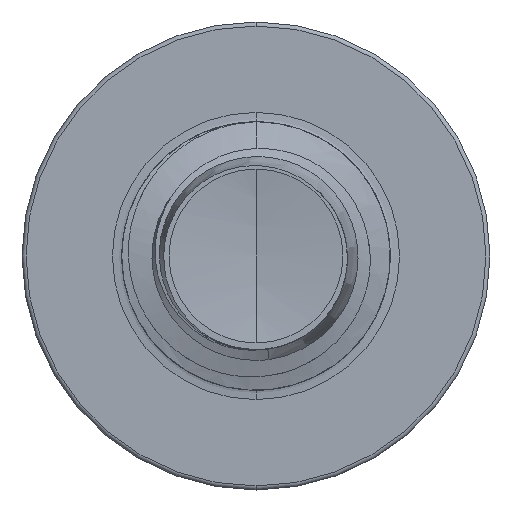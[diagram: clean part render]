
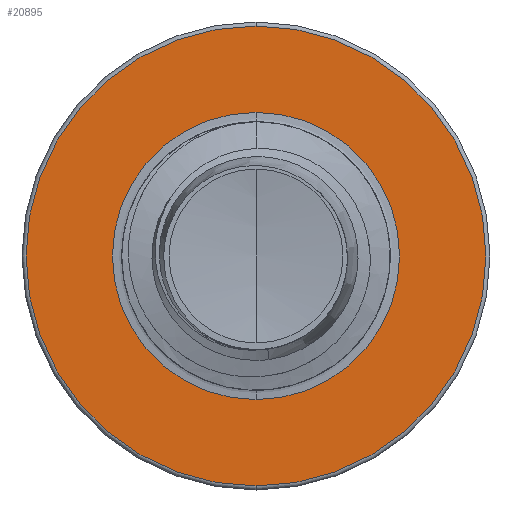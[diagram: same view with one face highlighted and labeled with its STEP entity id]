
A CAD part, front view. The second image highlights one B-rep face of the part: STEP entity #20895.
In plain terms, the highlighted planar face has unit normal (0, -1, 0).
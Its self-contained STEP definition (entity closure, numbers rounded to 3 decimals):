
#1717 = CARTESIAN_POINT ( 'NONE',  ( 0., 9., 0. ) ) ;
#1886 = DIRECTION ( 'NONE',  ( 0., 0., 1. ) ) ;
#1946 = CIRCLE ( 'NONE', #13814, 2.998 ) ;
#2079 = ORIENTED_EDGE ( 'NONE', *, *, #12435, .T. ) ;
#2220 = CIRCLE ( 'NONE', #3854, 1.872 ) ;
#2605 = EDGE_LOOP ( 'NONE', ( #7379, #17686 ) ) ;
#3356 = DIRECTION ( 'NONE',  ( 0., 1., 0. ) ) ;
#3543 = DIRECTION ( 'NONE',  ( 0., 0., 1. ) ) ;
#3854 = AXIS2_PLACEMENT_3D ( 'NONE', #1717, #13757, #3543 ) ;
#4644 = PLANE ( 'NONE',  #8474 ) ;
#5410 = CARTESIAN_POINT ( 'NONE',  ( 0., 9., 0. ) ) ;
#6451 = DIRECTION ( 'NONE',  ( 0., 0., 1. ) ) ;
#6642 = VERTEX_POINT ( 'NONE', #12993 ) ;
#7186 = DIRECTION ( 'NONE',  ( 0., 0., 1. ) ) ;
#7379 = ORIENTED_EDGE ( 'NONE', *, *, #14774, .F. ) ;
#7775 = FACE_BOUND ( 'NONE', #19284, .T. ) ;
#8031 = CARTESIAN_POINT ( 'NONE',  ( 0., 9., -2.997 ) ) ;
#8307 = EDGE_CURVE ( 'NONE', #19943, #6642, #16764, .T. ) ;
#8474 = AXIS2_PLACEMENT_3D ( 'NONE', #16258, #16320, #6451 ) ;
#10048 = AXIS2_PLACEMENT_3D ( 'NONE', #21168, #12251, #1886 ) ;
#10546 = CARTESIAN_POINT ( 'NONE',  ( 0., 9., -1.872 ) ) ;
#10932 = EDGE_CURVE ( 'NONE', #17711, #13930, #1946, .T. ) ;
#12173 = FACE_OUTER_BOUND ( 'NONE', #2605, .T. ) ;
#12251 = DIRECTION ( 'NONE',  ( 0., 1., 0. ) ) ;
#12435 = EDGE_CURVE ( 'NONE', #6642, #19943, #2220, .T. ) ;
#12993 = CARTESIAN_POINT ( 'NONE',  ( 0., 9., 1.872 ) ) ;
#13578 = CARTESIAN_POINT ( 'NONE',  ( 0., 9., 0. ) ) ;
#13757 = DIRECTION ( 'NONE',  ( 0., 1., 0. ) ) ;
#13814 = AXIS2_PLACEMENT_3D ( 'NONE', #5410, #16947, #7186 ) ;
#13930 = VERTEX_POINT ( 'NONE', #20800 ) ;
#14774 = EDGE_CURVE ( 'NONE', #13930, #17711, #18729, .T. ) ;
#14779 = AXIS2_PLACEMENT_3D ( 'NONE', #13578, #3356, #15230 ) ;
#15230 = DIRECTION ( 'NONE',  ( 0., 0., 1. ) ) ;
#16258 = CARTESIAN_POINT ( 'NONE',  ( 0., 9., -1.872 ) ) ;
#16320 = DIRECTION ( 'NONE',  ( 0., 1., 0. ) ) ;
#16764 = CIRCLE ( 'NONE', #10048, 1.872 ) ;
#16947 = DIRECTION ( 'NONE',  ( 0., 1., 0. ) ) ;
#17686 = ORIENTED_EDGE ( 'NONE', *, *, #10932, .F. ) ;
#17711 = VERTEX_POINT ( 'NONE', #8031 ) ;
#18729 = CIRCLE ( 'NONE', #14779, 2.998 ) ;
#18996 = ORIENTED_EDGE ( 'NONE', *, *, #8307, .T. ) ;
#19284 = EDGE_LOOP ( 'NONE', ( #2079, #18996 ) ) ;
#19943 = VERTEX_POINT ( 'NONE', #10546 ) ;
#20800 = CARTESIAN_POINT ( 'NONE',  ( 0., 9., 2.998 ) ) ;
#20895 = ADVANCED_FACE ( 'NONE', ( #12173, #7775 ), #4644, .F. ) ;
#21168 = CARTESIAN_POINT ( 'NONE',  ( 0., 9., 0. ) ) ;
